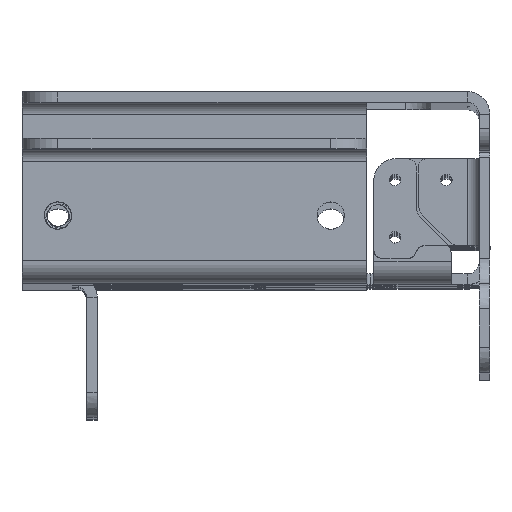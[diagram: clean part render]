
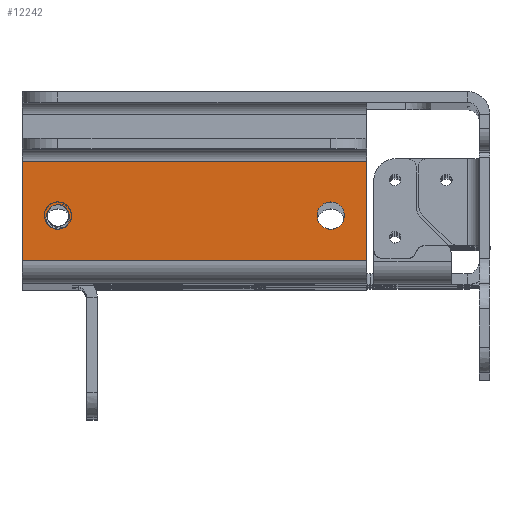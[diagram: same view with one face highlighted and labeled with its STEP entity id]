
A CAD part, top view. The second image highlights one B-rep face of the part: STEP entity #12242.
In plain terms, the highlighted planar face has unit normal (0, 0, 1).
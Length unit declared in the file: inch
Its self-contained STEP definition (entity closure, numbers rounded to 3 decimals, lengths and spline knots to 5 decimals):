
#61=FACE_BOUND('',#1672,.T.);
#62=FACE_BOUND('',#1673,.T.);
#309=PLANE('',#13037);
#950=FACE_OUTER_BOUND('',#1671,.T.);
#1671=EDGE_LOOP('',(#9478,#9479,#9480,#9481));
#1672=EDGE_LOOP('',(#9482,#9483,#9484,#9485));
#1673=EDGE_LOOP('',(#9486));
#2127=B_SPLINE_CURVE_WITH_KNOTS('',3,(#16647,#16648,#16649,#16650,#16651,
#16652,#16653,#16654,#16655,#16656,#16657,#16658,#16659,#16660,#16661,#16662,
#16663,#16664,#16665,#16666,#16667,#16668,#16669,#16670,#16671,#16672,#16673,
#16674,#16675,#16676,#16677,#16678,#16679,#16680,#16681,#16682,#16683),
 .UNSPECIFIED.,.F.,.F.,(4,3,3,3,3,3,3,3,3,3,3,3,4),(0.,0.04897,
0.07402,0.09322,0.12674,0.14931,
0.1685,0.19265,0.23525,0.2552,
0.29732,0.32245,0.37687),.UNSPECIFIED.);
#2131=B_SPLINE_CURVE_WITH_KNOTS('',3,(#16834,#16835,#16836,#16837,#16838,
#16839,#16840,#16841,#16842,#16843,#16844,#16845,#16846,#16847,#16848,#16849,
#16850,#16851,#16852,#16853,#16854,#16855,#16856,#16857,#16858,#16859,#16860,
#16861,#16862,#16863,#16864,#16865,#16866,#16867),.UNSPECIFIED.,.F.,.F.,
(4,3,3,3,3,3,3,3,3,3,3,4),(0.,0.05369,0.07947,0.10481,
0.15978,0.18013,0.21475,0.25072,
0.27572,0.31785,0.33735,0.37873),
 .UNSPECIFIED.);
#2535=CIRCLE('',#12616,0.07515);
#2537=CIRCLE('',#12620,0.095);
#2673=CIRCLE('',#12986,0.095);
#3353=LINE('',#20983,#4452);
#3355=LINE('',#20989,#4454);
#3356=LINE('',#20991,#4455);
#3357=LINE('',#20992,#4456);
#4452=VECTOR('',#14853,0.3937);
#4454=VECTOR('',#14859,0.3937);
#4455=VECTOR('',#14860,0.3937);
#4456=VECTOR('',#14861,0.3937);
#5066=VERTEX_POINT('',#16441);
#5067=VERTEX_POINT('',#16458);
#5074=VERTEX_POINT('',#16509);
#5075=VERTEX_POINT('',#16515);
#5578=VERTEX_POINT('',#20857);
#5613=VERTEX_POINT('',#20979);
#5615=VERTEX_POINT('',#20982);
#5617=VERTEX_POINT('',#20988);
#5618=VERTEX_POINT('',#20990);
#6228=EDGE_CURVE('',#5067,#5066,#2535,.T.);
#6236=EDGE_CURVE('',#5075,#5074,#2537,.T.);
#6241=EDGE_CURVE('',#5066,#5075,#2127,.T.);
#6245=EDGE_CURVE('',#5074,#5067,#2131,.T.);
#7021=EDGE_CURVE('',#5578,#5578,#2673,.T.);
#7084=EDGE_CURVE('',#5615,#5613,#3353,.T.);
#7087=EDGE_CURVE('',#5617,#5613,#3355,.T.);
#7088=EDGE_CURVE('',#5617,#5618,#3356,.T.);
#7089=EDGE_CURVE('',#5615,#5618,#3357,.T.);
#9478=ORIENTED_EDGE('',*,*,#7084,.T.);
#9479=ORIENTED_EDGE('',*,*,#7087,.F.);
#9480=ORIENTED_EDGE('',*,*,#7088,.T.);
#9481=ORIENTED_EDGE('',*,*,#7089,.F.);
#9482=ORIENTED_EDGE('',*,*,#6245,.T.);
#9483=ORIENTED_EDGE('',*,*,#6228,.T.);
#9484=ORIENTED_EDGE('',*,*,#6241,.T.);
#9485=ORIENTED_EDGE('',*,*,#6236,.T.);
#9486=ORIENTED_EDGE('',*,*,#7021,.T.);
#12242=ADVANCED_FACE('',(#950,#61,#62),#309,.T.);
#12616=AXIS2_PLACEMENT_3D('',#16459,#13525,#13526);
#12620=AXIS2_PLACEMENT_3D('',#16516,#13535,#13536);
#12986=AXIS2_PLACEMENT_3D('',#20858,#14715,#14716);
#13037=AXIS2_PLACEMENT_3D('',#20987,#14857,#14858);
#13525=DIRECTION('center_axis',(0.,0.,-1.));
#13526=DIRECTION('ref_axis',(1.,0.,0.));
#13535=DIRECTION('center_axis',(0.,0.,-1.));
#13536=DIRECTION('ref_axis',(1.,0.,0.));
#14715=DIRECTION('center_axis',(0.,0.,-1.));
#14716=DIRECTION('ref_axis',(1.,0.,0.));
#14853=DIRECTION('',(1.,0.,0.));
#14857=DIRECTION('center_axis',(0.,0.,1.));
#14858=DIRECTION('ref_axis',(0.,-1.,0.));
#14859=DIRECTION('',(0.,-1.,0.));
#14860=DIRECTION('',(-1.,0.,0.));
#14861=DIRECTION('',(0.,1.,0.));
#16441=CARTESIAN_POINT('',(0.31124,0.51605,14.2875));
#16458=CARTESIAN_POINT('',(0.18874,0.51614,14.2875));
#16459=CARTESIAN_POINT('Origin',(0.25,0.4725,14.2875));
#16509=CARTESIAN_POINT('',(0.20776,0.38741,14.2875));
#16515=CARTESIAN_POINT('',(0.29224,0.38741,14.2875));
#16516=CARTESIAN_POINT('Origin',(0.25,0.4725,14.2875));
#16647=CARTESIAN_POINT('Ctrl Pts',(0.31124,0.51605,
14.2875));
#16648=CARTESIAN_POINT('Ctrl Pts',(0.31572,0.51144,
14.2875));
#16649=CARTESIAN_POINT('Ctrl Pts',(0.31952,0.50625,14.2875));
#16650=CARTESIAN_POINT('Ctrl Pts',(0.32264,0.50066,
14.2875));
#16651=CARTESIAN_POINT('Ctrl Pts',(0.32424,0.4978,
14.2875));
#16652=CARTESIAN_POINT('Ctrl Pts',(0.32566,0.49483,
14.2875));
#16653=CARTESIAN_POINT('Ctrl Pts',(0.3269,0.49178,14.2875));
#16654=CARTESIAN_POINT('Ctrl Pts',(0.32785,0.48944,
14.2875));
#16655=CARTESIAN_POINT('Ctrl Pts',(0.32869,0.48706,
14.2875));
#16656=CARTESIAN_POINT('Ctrl Pts',(0.32942,0.48464,
14.2875));
#16657=CARTESIAN_POINT('Ctrl Pts',(0.3307,0.48043,
14.2875));
#16658=CARTESIAN_POINT('Ctrl Pts',(0.33164,0.47613,
14.2875));
#16659=CARTESIAN_POINT('Ctrl Pts',(0.33224,0.47178,
14.2875));
#16660=CARTESIAN_POINT('Ctrl Pts',(0.33264,0.46885,
14.2875));
#16661=CARTESIAN_POINT('Ctrl Pts',(0.33289,0.4659,
14.2875));
#16662=CARTESIAN_POINT('Ctrl Pts',(0.33298,0.46294,
14.2875));
#16663=CARTESIAN_POINT('Ctrl Pts',(0.33306,0.46042,
14.2875));
#16664=CARTESIAN_POINT('Ctrl Pts',(0.33302,0.4579,
14.2875));
#16665=CARTESIAN_POINT('Ctrl Pts',(0.33286,0.45539,
14.2875));
#16666=CARTESIAN_POINT('Ctrl Pts',(0.33267,0.45223,
14.2875));
#16667=CARTESIAN_POINT('Ctrl Pts',(0.33229,0.4491,
14.2875));
#16668=CARTESIAN_POINT('Ctrl Pts',(0.33173,0.446,
14.2875));
#16669=CARTESIAN_POINT('Ctrl Pts',(0.33074,0.44053,
14.2875));
#16670=CARTESIAN_POINT('Ctrl Pts',(0.32917,0.43517,14.2875));
#16671=CARTESIAN_POINT('Ctrl Pts',(0.32709,0.42998,
14.2875));
#16672=CARTESIAN_POINT('Ctrl Pts',(0.32611,0.42755,
14.2875));
#16673=CARTESIAN_POINT('Ctrl Pts',(0.32502,0.42516,
14.2875));
#16674=CARTESIAN_POINT('Ctrl Pts',(0.32383,0.42282,
14.2875));
#16675=CARTESIAN_POINT('Ctrl Pts',(0.32133,0.41789,
14.2875));
#16676=CARTESIAN_POINT('Ctrl Pts',(0.31836,0.41318,14.2875));
#16677=CARTESIAN_POINT('Ctrl Pts',(0.315,0.40876,
14.2875));
#16678=CARTESIAN_POINT('Ctrl Pts',(0.31299,0.40612,
14.2875));
#16679=CARTESIAN_POINT('Ctrl Pts',(0.31084,0.40358,
14.2875));
#16680=CARTESIAN_POINT('Ctrl Pts',(0.30857,0.40117,
14.2875));
#16681=CARTESIAN_POINT('Ctrl Pts',(0.30365,0.39594,
14.2875));
#16682=CARTESIAN_POINT('Ctrl Pts',(0.29816,0.39128,
14.2875));
#16683=CARTESIAN_POINT('Ctrl Pts',(0.2922,0.3873,14.2875));
#16834=CARTESIAN_POINT('Ctrl Pts',(0.20776,0.38741,
14.2875));
#16835=CARTESIAN_POINT('Ctrl Pts',(0.20187,0.39127,14.2875));
#16836=CARTESIAN_POINT('Ctrl Pts',(0.19648,0.39582,
14.2875));
#16837=CARTESIAN_POINT('Ctrl Pts',(0.19166,0.40092,
14.2875));
#16838=CARTESIAN_POINT('Ctrl Pts',(0.18935,0.40337,
14.2875));
#16839=CARTESIAN_POINT('Ctrl Pts',(0.18716,0.40595,
14.2875));
#16840=CARTESIAN_POINT('Ctrl Pts',(0.18512,0.40864,14.2875));
#16841=CARTESIAN_POINT('Ctrl Pts',(0.18311,0.41129,
14.2875));
#16842=CARTESIAN_POINT('Ctrl Pts',(0.18124,0.41406,
14.2875));
#16843=CARTESIAN_POINT('Ctrl Pts',(0.17953,0.4169,
14.2875));
#16844=CARTESIAN_POINT('Ctrl Pts',(0.17582,0.42307,
14.2875));
#16845=CARTESIAN_POINT('Ctrl Pts',(0.17284,0.42964,
14.2875));
#16846=CARTESIAN_POINT('Ctrl Pts',(0.1707,0.43647,
14.2875));
#16847=CARTESIAN_POINT('Ctrl Pts',(0.16991,0.439,14.2875));
#16848=CARTESIAN_POINT('Ctrl Pts',(0.16923,0.44157,
14.2875));
#16849=CARTESIAN_POINT('Ctrl Pts',(0.16868,0.44417,
14.2875));
#16850=CARTESIAN_POINT('Ctrl Pts',(0.16773,0.44858,
14.2875));
#16851=CARTESIAN_POINT('Ctrl Pts',(0.16715,0.45305,
14.2875));
#16852=CARTESIAN_POINT('Ctrl Pts',(0.16696,0.45753,
14.2875));
#16853=CARTESIAN_POINT('Ctrl Pts',(0.16677,0.4622,
14.2875));
#16854=CARTESIAN_POINT('Ctrl Pts',(0.16699,0.46688,
14.2875));
#16855=CARTESIAN_POINT('Ctrl Pts',(0.16762,0.47153,
14.2875));
#16856=CARTESIAN_POINT('Ctrl Pts',(0.16805,0.47476,
14.2875));
#16857=CARTESIAN_POINT('Ctrl Pts',(0.16869,0.47798,
14.2875));
#16858=CARTESIAN_POINT('Ctrl Pts',(0.16951,0.48115,
14.2875));
#16859=CARTESIAN_POINT('Ctrl Pts',(0.17089,0.48648,
14.2875));
#16860=CARTESIAN_POINT('Ctrl Pts',(0.1728,0.49167,
14.2875));
#16861=CARTESIAN_POINT('Ctrl Pts',(0.17523,0.49663,
14.2875));
#16862=CARTESIAN_POINT('Ctrl Pts',(0.17635,0.49893,
14.2875));
#16863=CARTESIAN_POINT('Ctrl Pts',(0.17758,0.50117,
14.2875));
#16864=CARTESIAN_POINT('Ctrl Pts',(0.17891,0.50334,
14.2875));
#16865=CARTESIAN_POINT('Ctrl Pts',(0.18173,0.50794,14.2875));
#16866=CARTESIAN_POINT('Ctrl Pts',(0.18501,0.51225,
14.2875));
#16867=CARTESIAN_POINT('Ctrl Pts',(0.18874,0.51614,
14.2875));
#20857=CARTESIAN_POINT('',(2.05598,0.4725,14.2875));
#20858=CARTESIAN_POINT('Origin',(2.15098,0.4725,14.2875));
#20979=CARTESIAN_POINT('',(2.40098,0.15902,14.2875));
#20982=CARTESIAN_POINT('',(0.,0.15902,14.2875));
#20983=CARTESIAN_POINT('',(0.,0.15902,14.2875));
#20987=CARTESIAN_POINT('Origin',(0.,0.9725,14.2875));
#20988=CARTESIAN_POINT('',(2.40098,0.85098,14.2875));
#20989=CARTESIAN_POINT('',(2.40098,0.0375,14.2875));
#20990=CARTESIAN_POINT('',(0.,0.85098,14.2875));
#20991=CARTESIAN_POINT('',(0.,0.85098,14.2875));
#20992=CARTESIAN_POINT('',(0.,0.0375,14.2875));
